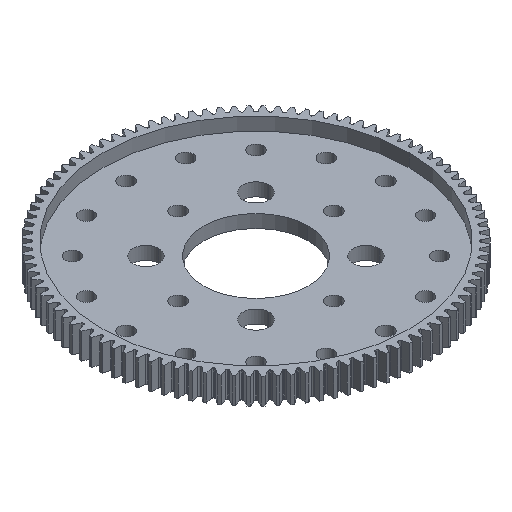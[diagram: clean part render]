
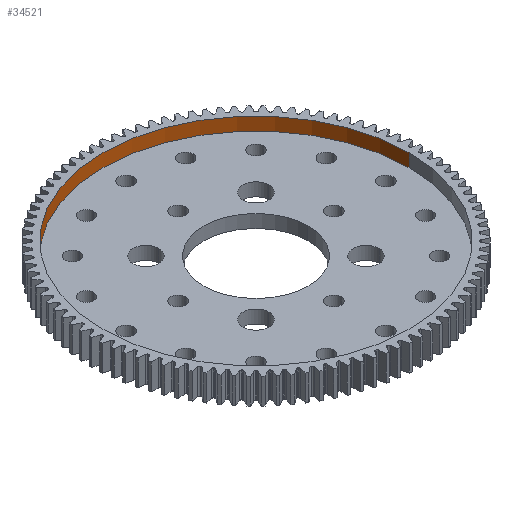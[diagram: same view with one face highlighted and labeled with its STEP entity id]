
A CAD part, isometric view. The second image highlights one B-rep face of the part: STEP entity #34521.
In plain terms, the highlighted cylindrical face has radius 37.425 mm (diameter 74.851 mm), a partial arc.
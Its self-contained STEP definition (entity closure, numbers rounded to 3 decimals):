
#1687 = EDGE_CURVE ( 'NONE', #21606, #18850, #12216, .T. ) ;
#2390 = DIRECTION ( 'NONE',  ( 0., 0., 1. ) ) ;
#3065 = DIRECTION ( 'NONE',  ( 1., 0., 0. ) ) ;
#4956 = AXIS2_PLACEMENT_3D ( 'NONE', #19187, #16092, #6028 ) ;
#5636 = DIRECTION ( 'NONE',  ( 0., 0., 1. ) ) ;
#6028 = DIRECTION ( 'NONE',  ( 1., 0., 0. ) ) ;
#9724 = AXIS2_PLACEMENT_3D ( 'NONE', #16509, #28563, #3065 ) ;
#11884 = CARTESIAN_POINT ( 'NONE',  ( -37.425, 0., 3.175 ) ) ;
#12206 = CIRCLE ( 'NONE', #9724, 37.425 ) ;
#12216 = CIRCLE ( 'NONE', #19596, 37.425 ) ;
#12430 = VERTEX_POINT ( 'NONE', #20322 ) ;
#12783 = EDGE_CURVE ( 'NONE', #21606, #25854, #39683, .T. ) ;
#13292 = ORIENTED_EDGE ( 'NONE', *, *, #41644, .F. ) ;
#15323 = LINE ( 'NONE', #11884, #40496 ) ;
#16092 = DIRECTION ( 'NONE',  ( 0., 0., 1. ) ) ;
#16509 = CARTESIAN_POINT ( 'NONE',  ( 0., 0., 6.35 ) ) ;
#18661 = DIRECTION ( 'NONE',  ( 1., 0., 0. ) ) ;
#18850 = VERTEX_POINT ( 'NONE', #40964 ) ;
#18969 = CARTESIAN_POINT ( 'NONE',  ( 37.425, 0., 3.175 ) ) ;
#19187 = CARTESIAN_POINT ( 'NONE',  ( 0., 0., 3.175 ) ) ;
#19596 = AXIS2_PLACEMENT_3D ( 'NONE', #21456, #5636, #18661 ) ;
#20322 = CARTESIAN_POINT ( 'NONE',  ( -37.425, 0., 6.35 ) ) ;
#20795 = FACE_OUTER_BOUND ( 'NONE', #33352, .T. ) ;
#21456 = CARTESIAN_POINT ( 'NONE',  ( 0., 0., 3.175 ) ) ;
#21606 = VERTEX_POINT ( 'NONE', #18969 ) ;
#24338 = CYLINDRICAL_SURFACE ( 'NONE', #4956, 37.425 ) ;
#24798 = ORIENTED_EDGE ( 'NONE', *, *, #24822, .T. ) ;
#24822 = EDGE_CURVE ( 'NONE', #25854, #12430, #12206, .T. ) ;
#25854 = VERTEX_POINT ( 'NONE', #41558 ) ;
#25880 = DIRECTION ( 'NONE',  ( 0., 0., 1. ) ) ;
#28263 = ORIENTED_EDGE ( 'NONE', *, *, #1687, .F. ) ;
#28563 = DIRECTION ( 'NONE',  ( 0., 0., 1. ) ) ;
#28848 = CARTESIAN_POINT ( 'NONE',  ( 37.425, 0., 3.175 ) ) ;
#32076 = VECTOR ( 'NONE', #25880, 1000. ) ;
#33352 = EDGE_LOOP ( 'NONE', ( #13292, #28263, #38757, #24798 ) ) ;
#34521 = ADVANCED_FACE ( 'NONE', ( #20795 ), #24338, .F. ) ;
#38757 = ORIENTED_EDGE ( 'NONE', *, *, #12783, .T. ) ;
#39683 = LINE ( 'NONE', #28848, #32076 ) ;
#40496 = VECTOR ( 'NONE', #2390, 1000. ) ;
#40964 = CARTESIAN_POINT ( 'NONE',  ( -37.425, 0., 3.175 ) ) ;
#41558 = CARTESIAN_POINT ( 'NONE',  ( 37.425, 0., 6.35 ) ) ;
#41644 = EDGE_CURVE ( 'NONE', #18850, #12430, #15323, .T. ) ;
